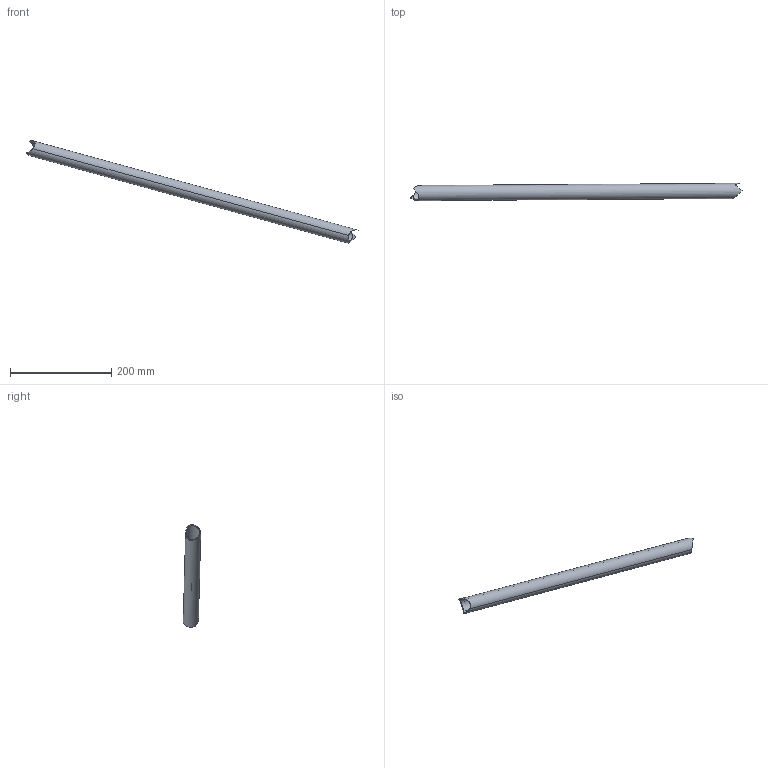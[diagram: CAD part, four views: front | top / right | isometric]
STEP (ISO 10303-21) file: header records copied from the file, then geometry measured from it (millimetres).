
FILE_DESCRIPTION(('STEP AP214'),'1');
FILE_NAME('3.stp','2018-12-06T13:48:30',(' '),(' '),'Spatial InterOp 3D',' ',' ');
FILE_SCHEMA(('automotive_design'));
Length unit declared in the file: metre
Products named in the file (1): Corps1
Bounding box: 656.87 x 34.65 x 202.87 mm (x, y, z)
Volume: 87796.3 mm3; surface area: 117569.9 mm2
Topology: 1 solids, 1 shells, 12 faces, 42 edges, 30 vertices
Faces by surface type: cylinder 8, torus 4
Entity records: 1367 total; most frequent: CARTESIAN_POINT 915, ORIENTED_EDGE 84, DIRECTION 52, EDGE_CURVE 42, VERTEX_POINT 30, B_SPLINE_CURVE_WITH_KNOTS 26, AXIS2_PLACEMENT_3D 23, STYLED_ITEM 13
